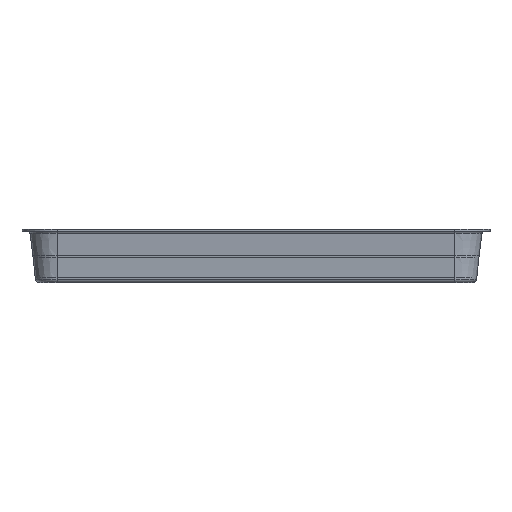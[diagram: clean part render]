
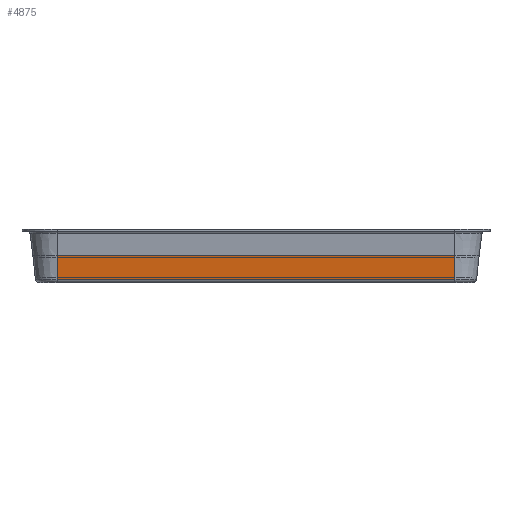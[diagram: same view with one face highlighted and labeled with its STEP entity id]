
A CAD part, front view. The second image highlights one B-rep face of the part: STEP entity #4875.
In plain terms, the highlighted planar face has unit normal (0, -0.994, -0.108).
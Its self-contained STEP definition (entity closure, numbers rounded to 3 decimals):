
#3867 = CONICAL_SURFACE('',#3868,20.175,0.108);
#3868 = AXIS2_PLACEMENT_3D('',#3869,#3870,#3871);
#3869 = CARTESIAN_POINT('',(-185.,-490.,3.272));
#3870 = DIRECTION('',(0.,0.,1.));
#3871 = DIRECTION('',(1.,0.,0.));
#3908 = VERTEX_POINT('',#3909);
#3909 = CARTESIAN_POINT('',(-185.,-512.566,
    25.268));
#3943 = PLANE('',#3944);
#3944 = AXIS2_PLACEMENT_3D('',#3945,#3946,#3947);
#3945 = CARTESIAN_POINT('',(185.,-512.566,
    25.268));
#3946 = DIRECTION('',(-0.,-0.992,-0.127));
#3947 = DIRECTION('',(0.,-0.127,0.992
    ));
#4346 = VERTEX_POINT('',#4347);
#4347 = CARTESIAN_POINT('',(-185.,-510.175,
    3.272));
#4368 = EDGE_CURVE('',#4346,#3908,#4369,.T.);
#4369 = SURFACE_CURVE('',#4370,(#4374,#4380),.PCURVE_S1.);
#4370 = LINE('',#4371,#4372);
#4371 = CARTESIAN_POINT('',(-185.,-510.175,
    3.272));
#4372 = VECTOR('',#4373,1.);
#4373 = DIRECTION('',(0.,-0.108,0.994
    ));
#4374 = PCURVE('',#3867,#4375);
#4375 = DEFINITIONAL_REPRESENTATION('',(#4376),#4379);
#4376 = B_SPLINE_CURVE_WITH_KNOTS('',1,(#4377,#4378),.UNSPECIFIED.,.F.,
  .F.,(2,2),(0.,22.126),.PIECEWISE_BEZIER_KNOTS.);
#4377 = CARTESIAN_POINT('',(-1.571,0.));
#4378 = CARTESIAN_POINT('',(-1.571,21.996));
#4379 = ( GEOMETRIC_REPRESENTATION_CONTEXT(2) 
PARAMETRIC_REPRESENTATION_CONTEXT() REPRESENTATION_CONTEXT('2D SPACE',''
  ) );
#4380 = PCURVE('',#4381,#4386);
#4381 = PLANE('',#4382);
#4382 = AXIS2_PLACEMENT_3D('',#4383,#4384,#4385);
#4383 = CARTESIAN_POINT('',(185.,-510.175,
    3.272));
#4384 = DIRECTION('',(-0.,-0.994,-0.108));
#4385 = DIRECTION('',(0.,-0.108,0.994
    ));
#4386 = DEFINITIONAL_REPRESENTATION('',(#4387),#4391);
#4387 = LINE('',#4388,#4389);
#4388 = CARTESIAN_POINT('',(0.,370.));
#4389 = VECTOR('',#4390,1.);
#4390 = DIRECTION('',(1.,0.));
#4391 = ( GEOMETRIC_REPRESENTATION_CONTEXT(2) 
PARAMETRIC_REPRESENTATION_CONTEXT() REPRESENTATION_CONTEXT('2D SPACE',''
  ) );
#4452 = EDGE_CURVE('',#4453,#3908,#4455,.T.);
#4453 = VERTEX_POINT('',#4454);
#4454 = CARTESIAN_POINT('',(185.,-512.566,
    25.268));
#4455 = SURFACE_CURVE('',#4456,(#4460,#4467),.PCURVE_S1.);
#4456 = LINE('',#4457,#4458);
#4457 = CARTESIAN_POINT('',(185.,-512.566,
    25.268));
#4458 = VECTOR('',#4459,1.);
#4459 = DIRECTION('',(-1.,0.,0.));
#4460 = PCURVE('',#3943,#4461);
#4461 = DEFINITIONAL_REPRESENTATION('',(#4462),#4466);
#4462 = LINE('',#4463,#4464);
#4463 = CARTESIAN_POINT('',(0.,0.));
#4464 = VECTOR('',#4465,1.);
#4465 = DIRECTION('',(0.,1.));
#4466 = ( GEOMETRIC_REPRESENTATION_CONTEXT(2) 
PARAMETRIC_REPRESENTATION_CONTEXT() REPRESENTATION_CONTEXT('2D SPACE',''
  ) );
#4467 = PCURVE('',#4381,#4468);
#4468 = DEFINITIONAL_REPRESENTATION('',(#4469),#4473);
#4469 = LINE('',#4470,#4471);
#4470 = CARTESIAN_POINT('',(22.126,0.));
#4471 = VECTOR('',#4472,1.);
#4472 = DIRECTION('',(0.,1.));
#4473 = ( GEOMETRIC_REPRESENTATION_CONTEXT(2) 
PARAMETRIC_REPRESENTATION_CONTEXT() REPRESENTATION_CONTEXT('2D SPACE',''
  ) );
#4808 = CYLINDRICAL_SURFACE('',#4809,3.243);
#4809 = AXIS2_PLACEMENT_3D('',#4810,#4811,#4812);
#4810 = CARTESIAN_POINT('',(185.,-506.951,
    3.622));
#4811 = DIRECTION('',(-1.,0.,0.));
#4812 = DIRECTION('',(0.,-1.,0.));
#4875 = ADVANCED_FACE('',(#4876),#4381,.T.);
#4876 = FACE_BOUND('',#4877,.T.);
#4877 = EDGE_LOOP('',(#4878,#4901,#4927,#4928));
#4878 = ORIENTED_EDGE('',*,*,#4879,.F.);
#4879 = EDGE_CURVE('',#4880,#4346,#4882,.T.);
#4880 = VERTEX_POINT('',#4881);
#4881 = CARTESIAN_POINT('',(185.,-510.175,
    3.272));
#4882 = SURFACE_CURVE('',#4883,(#4887,#4894),.PCURVE_S1.);
#4883 = LINE('',#4884,#4885);
#4884 = CARTESIAN_POINT('',(185.,-510.175,
    3.272));
#4885 = VECTOR('',#4886,1.);
#4886 = DIRECTION('',(-1.,0.,0.));
#4887 = PCURVE('',#4381,#4888);
#4888 = DEFINITIONAL_REPRESENTATION('',(#4889),#4893);
#4889 = LINE('',#4890,#4891);
#4890 = CARTESIAN_POINT('',(0.,0.));
#4891 = VECTOR('',#4892,1.);
#4892 = DIRECTION('',(0.,1.));
#4893 = ( GEOMETRIC_REPRESENTATION_CONTEXT(2) 
PARAMETRIC_REPRESENTATION_CONTEXT() REPRESENTATION_CONTEXT('2D SPACE',''
  ) );
#4894 = PCURVE('',#4808,#4895);
#4895 = DEFINITIONAL_REPRESENTATION('',(#4896),#4900);
#4896 = LINE('',#4897,#4898);
#4897 = CARTESIAN_POINT('',(6.175,0.));
#4898 = VECTOR('',#4899,1.);
#4899 = DIRECTION('',(0.,1.));
#4900 = ( GEOMETRIC_REPRESENTATION_CONTEXT(2) 
PARAMETRIC_REPRESENTATION_CONTEXT() REPRESENTATION_CONTEXT('2D SPACE',''
  ) );
#4901 = ORIENTED_EDGE('',*,*,#4902,.F.);
#4902 = EDGE_CURVE('',#4453,#4880,#4903,.T.);
#4903 = SURFACE_CURVE('',#4904,(#4908,#4915),.PCURVE_S1.);
#4904 = LINE('',#4905,#4906);
#4905 = CARTESIAN_POINT('',(185.,-510.175,
    3.272));
#4906 = VECTOR('',#4907,1.);
#4907 = DIRECTION('',(0.,0.108,-0.994
    ));
#4908 = PCURVE('',#4381,#4909);
#4909 = DEFINITIONAL_REPRESENTATION('',(#4910),#4914);
#4910 = LINE('',#4911,#4912);
#4911 = CARTESIAN_POINT('',(0.,0.));
#4912 = VECTOR('',#4913,1.);
#4913 = DIRECTION('',(-1.,0.));
#4914 = ( GEOMETRIC_REPRESENTATION_CONTEXT(2) 
PARAMETRIC_REPRESENTATION_CONTEXT() REPRESENTATION_CONTEXT('2D SPACE',''
  ) );
#4915 = PCURVE('',#4916,#4921);
#4916 = CONICAL_SURFACE('',#4917,20.175,0.108);
#4917 = AXIS2_PLACEMENT_3D('',#4918,#4919,#4920);
#4918 = CARTESIAN_POINT('',(185.,-490.,3.272));
#4919 = DIRECTION('',(0.,0.,1.));
#4920 = DIRECTION('',(1.,0.,0.));
#4921 = DEFINITIONAL_REPRESENTATION('',(#4922),#4926);
#4922 = LINE('',#4923,#4924);
#4923 = CARTESIAN_POINT('',(-1.571,-0.));
#4924 = VECTOR('',#4925,1.);
#4925 = DIRECTION('',(-0.,-1.));
#4926 = ( GEOMETRIC_REPRESENTATION_CONTEXT(2) 
PARAMETRIC_REPRESENTATION_CONTEXT() REPRESENTATION_CONTEXT('2D SPACE',''
  ) );
#4927 = ORIENTED_EDGE('',*,*,#4452,.T.);
#4928 = ORIENTED_EDGE('',*,*,#4368,.F.);
